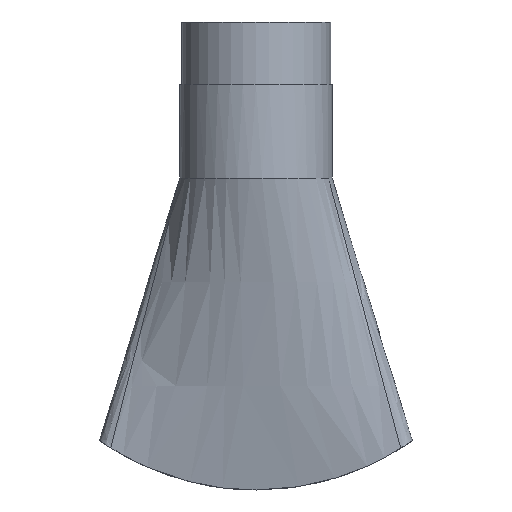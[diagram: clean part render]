
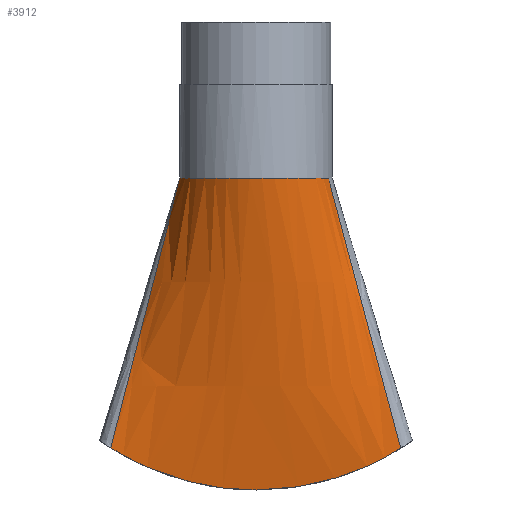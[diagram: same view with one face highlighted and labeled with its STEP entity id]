
A CAD part, front view. The second image highlights one B-rep face of the part: STEP entity #3912.
In plain terms, the highlighted free-form (B-spline) face has degree [3, 3] with [17, 4] control points.
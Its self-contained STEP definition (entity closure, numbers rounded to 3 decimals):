
#25=CIRCLE($,#4042,24.5);
#26=CIRCLE($,#4043,24.5);
#27=CIRCLE($,#4044,24.5);
#364=LINE($,#10748,#555);
#365=LINE($,#10819,#556);
#555=VECTOR($,#4483,89.326);
#556=VECTOR($,#4486,89.679);
#766=FACE_OUTER_BOUND($,#1006,.T.);
#1006=EDGE_LOOP($,(#3499,#3500,#3501,#3502,#3503,#3504,#3505));
#1396=B_SPLINE_CURVE_WITH_KNOTS($,3,(#10678,#10679,#10680,#10681,#10682,
#10683,#10684,#10685),.UNSPECIFIED.,.F.,.F.,(4,2,2,4),(-4.654,
-2.214,-0.263,0.),.UNSPECIFIED.);
#1397=B_SPLINE_CURVE_WITH_KNOTS($,3,(#10687,#10688,#10689,#10690,#10691,
#10692,#10693,#10694,#10695,#10696),.UNSPECIFIED.,.F.,.F.,(4,2,2,2,4),(-8.88,
-7.864,-6.517,-4.736,-4.654),
 .UNSPECIFIED.);
#1787=VERTEX_POINT($,#10658);
#1788=VERTEX_POINT($,#10677);
#1789=VERTEX_POINT($,#10686);
#1790=VERTEX_POINT($,#10747);
#1791=VERTEX_POINT($,#10818);
#1792=VERTEX_POINT($,#10820);
#1793=VERTEX_POINT($,#10822);
#2375=EDGE_CURVE($,#1788,#1787,#1396,.T.);
#2376=EDGE_CURVE($,#1789,#1788,#1397,.T.);
#2378=EDGE_CURVE($,#1790,#1789,#364,.T.);
#2380=EDGE_CURVE($,#1791,#1787,#365,.T.);
#2381=EDGE_CURVE($,#1791,#1792,#25,.T.);
#2382=EDGE_CURVE($,#1792,#1793,#26,.T.);
#2383=EDGE_CURVE($,#1793,#1790,#27,.T.);
#3499=ORIENTED_EDGE($,*,*,#2376,.T.);
#3500=ORIENTED_EDGE($,*,*,#2375,.T.);
#3501=ORIENTED_EDGE($,*,*,#2380,.F.);
#3502=ORIENTED_EDGE($,*,*,#2381,.T.);
#3503=ORIENTED_EDGE($,*,*,#2382,.T.);
#3504=ORIENTED_EDGE($,*,*,#2383,.T.);
#3505=ORIENTED_EDGE($,*,*,#2378,.T.);
#3677=B_SPLINE_SURFACE_WITH_KNOTS($,3,3,((#10750,#10751,#10752,#10753),
(#10754,#10755,#10756,#10757),(#10758,#10759,#10760,#10761),(#10762,#10763,
#10764,#10765),(#10766,#10767,#10768,#10769),(#10770,#10771,#10772,#10773),
(#10774,#10775,#10776,#10777),(#10778,#10779,#10780,#10781),(#10782,#10783,
#10784,#10785),(#10786,#10787,#10788,#10789),(#10790,#10791,#10792,#10793),
(#10794,#10795,#10796,#10797),(#10798,#10799,#10800,#10801),(#10802,#10803,
#10804,#10805),(#10806,#10807,#10808,#10809),(#10810,#10811,#10812,#10813),
(#10814,#10815,#10816,#10817)),.UNSPECIFIED.,.F.,.F.,.F.,(4,1,1,1,1,1,1,
1,1,1,1,1,1,1,4),(4,4),(0.,0.071,0.143,0.214,
0.286,0.357,0.429,0.524,
0.571,0.619,0.714,0.786,
0.857,0.929,1.),(0.,1.),.UNSPECIFIED.);
#3912=ADVANCED_FACE($,(#766),#3677,.T.);
#4042=AXIS2_PLACEMENT_3D($,#10821,#4487,#4488);
#4043=AXIS2_PLACEMENT_3D($,#10823,#4489,#4490);
#4044=AXIS2_PLACEMENT_3D($,#10824,#4491,#4492);
#4483=DIRECTION($,(-0.248,-0.025,-0.968));
#4486=DIRECTION($,(0.259,0.028,-0.966));
#4487=DIRECTION('center_axis',(0.,0.,-1.));
#4488=DIRECTION('ref_axis',(-1.,0.,0.));
#4489=DIRECTION('center_axis',(0.,0.,-1.));
#4490=DIRECTION('ref_axis',(-1.,0.,0.));
#4491=DIRECTION('center_axis',(0.,0.,-1.));
#4492=DIRECTION('ref_axis',(-1.,0.,0.));
#10658=CARTESIAN_POINT('',(46.406,-5.384,-86.59));
#10677=CARTESIAN_POINT('',(0.,-5.,-100.));
#10678=CARTESIAN_POINT('Ctrl Pts',(0.,-5.,-100.));
#10679=CARTESIAN_POINT('Ctrl Pts',(10.344,-5.,-100.));
#10680=CARTESIAN_POINT('Ctrl Pts',(19.459,-5.41,-98.165));
#10681=CARTESIAN_POINT('Ctrl Pts',(33.014,-5.825,-93.742));
#10682=CARTESIAN_POINT('Ctrl Pts',(38.802,-5.927,-91.123));
#10683=CARTESIAN_POINT('Ctrl Pts',(44.969,-5.509,-87.482));
#10684=CARTESIAN_POINT('Ctrl Pts',(45.667,-5.453,-87.056));
#10685=CARTESIAN_POINT('Ctrl Pts',(46.406,-5.384,-86.59));
#10686=CARTESIAN_POINT('',(-46.542,-4.654,-86.504));
#10687=CARTESIAN_POINT('Ctrl Pts',(-46.542,-4.654,
-86.504));
#10688=CARTESIAN_POINT('Ctrl Pts',(-45.832,-4.705,
-86.954));
#10689=CARTESIAN_POINT('Ctrl Pts',(-43.207,-5.04,
-88.636));
#10690=CARTESIAN_POINT('Ctrl Pts',(-34.264,-5.523,
-93.173));
#10691=CARTESIAN_POINT('Ctrl Pts',(-28.928,-5.497,
-95.248));
#10692=CARTESIAN_POINT('Ctrl Pts',(-16.159,-5.259,-98.819));
#10693=CARTESIAN_POINT('Ctrl Pts',(-8.659,-5.019,
-99.902));
#10694=CARTESIAN_POINT('Ctrl Pts',(-0.696,-5.,
-99.998));
#10695=CARTESIAN_POINT('Ctrl Pts',(-0.348,-5.,-100.));
#10696=CARTESIAN_POINT('Ctrl Pts',(0.,-5.,-100.));
#10747=CARTESIAN_POINT('',(-24.378,-2.438,0.));
#10748=CARTESIAN_POINT($,(-24.378,-2.438,0.));
#10750=CARTESIAN_POINT('Ctrl Pts',(23.203,-7.865,0.));
#10751=CARTESIAN_POINT('Ctrl Pts',(32.135,-6.91,-33.333));
#10752=CARTESIAN_POINT('Ctrl Pts',(41.068,-5.955,-66.667));
#10753=CARTESIAN_POINT('Ctrl Pts',(50.,-5.,-100.));
#10754=CARTESIAN_POINT('Ctrl Pts',(23.123,-8.101,0.));
#10755=CARTESIAN_POINT('Ctrl Pts',(31.958,-7.067,-33.333));
#10756=CARTESIAN_POINT('Ctrl Pts',(40.791,-6.034,-66.667));
#10757=CARTESIAN_POINT('Ctrl Pts',(49.626,-5.,-100.));
#10758=CARTESIAN_POINT('Ctrl Pts',(22.775,-9.133,0.));
#10759=CARTESIAN_POINT('Ctrl Pts',(31.189,-7.755,-33.333));
#10760=CARTESIAN_POINT('Ctrl Pts',(39.604,-6.377,-66.667));
#10761=CARTESIAN_POINT('Ctrl Pts',(48.018,-5.,-100.));
#10762=CARTESIAN_POINT('Ctrl Pts',(21.47,-12.005,0.));
#10763=CARTESIAN_POINT('Ctrl Pts',(28.778,-9.67,-33.333));
#10764=CARTESIAN_POINT('Ctrl Pts',(36.086,-7.335,-66.667));
#10765=CARTESIAN_POINT('Ctrl Pts',(43.394,-5.,-100.));
#10766=CARTESIAN_POINT('Ctrl Pts',(19.028,-15.695,0.));
#10767=CARTESIAN_POINT('Ctrl Pts',(24.994,-12.13,-33.333));
#10768=CARTESIAN_POINT('Ctrl Pts',(30.961,-8.565,-66.667));
#10769=CARTESIAN_POINT('Ctrl Pts',(36.927,-5.,-100.));
#10770=CARTESIAN_POINT('Ctrl Pts',(15.169,-19.534,0.));
#10771=CARTESIAN_POINT('Ctrl Pts',(19.775,-14.689,-33.333));
#10772=CARTESIAN_POINT('Ctrl Pts',(24.38,-9.845,-66.667));
#10773=CARTESIAN_POINT('Ctrl Pts',(28.985,-5.,-100.));
#10774=CARTESIAN_POINT('Ctrl Pts',(9.86,-22.735,0.));
#10775=CARTESIAN_POINT('Ctrl Pts',(13.219,-16.823,-33.333));
#10776=CARTESIAN_POINT('Ctrl Pts',(16.579,-10.912,-66.667));
#10777=CARTESIAN_POINT('Ctrl Pts',(19.938,-5.,-100.));
#10778=CARTESIAN_POINT('Ctrl Pts',(2.703,-24.791,0.));
#10779=CARTESIAN_POINT('Ctrl Pts',(4.824,-18.194,-33.333));
#10780=CARTESIAN_POINT('Ctrl Pts',(6.945,-11.597,-66.667));
#10781=CARTESIAN_POINT('Ctrl Pts',(9.066,-5.,-100.));
#10782=CARTESIAN_POINT('Ctrl Pts',(-4.315,-24.46,
0.));
#10783=CARTESIAN_POINT('Ctrl Pts',(-3.26,-17.973,
-33.333));
#10784=CARTESIAN_POINT('Ctrl Pts',(-2.204,-11.487,-66.667));
#10785=CARTESIAN_POINT('Ctrl Pts',(-1.149,-5.,
-100.));
#10786=CARTESIAN_POINT('Ctrl Pts',(-10.049,-22.491,
0.));
#10787=CARTESIAN_POINT('Ctrl Pts',(-10.073,-16.661,
-33.333));
#10788=CARTESIAN_POINT('Ctrl Pts',(-10.096,-10.83,
-66.667));
#10789=CARTESIAN_POINT('Ctrl Pts',(-10.119,-5.,-100.));
#10790=CARTESIAN_POINT('Ctrl Pts',(-15.193,-19.608,
0.));
#10791=CARTESIAN_POINT('Ctrl Pts',(-16.419,-14.738,
-33.333));
#10792=CARTESIAN_POINT('Ctrl Pts',(-17.645,-9.87,
-66.667));
#10793=CARTESIAN_POINT('Ctrl Pts',(-18.871,-5.,-100.));
#10794=CARTESIAN_POINT('Ctrl Pts',(-19.594,-15.2,
0.));
#10795=CARTESIAN_POINT('Ctrl Pts',(-22.43,-11.8,
-33.333));
#10796=CARTESIAN_POINT('Ctrl Pts',(-25.267,-8.4,-66.667));
#10797=CARTESIAN_POINT('Ctrl Pts',(-28.103,-5.,-100.));
#10798=CARTESIAN_POINT('Ctrl Pts',(-22.466,-10.14,
0.));
#10799=CARTESIAN_POINT('Ctrl Pts',(-27.287,-8.427,
-33.333));
#10800=CARTESIAN_POINT('Ctrl Pts',(-32.107,-6.713,
-66.667));
#10801=CARTESIAN_POINT('Ctrl Pts',(-36.927,-5.,
-100.));
#10802=CARTESIAN_POINT('Ctrl Pts',(-23.793,-6.19,
0.));
#10803=CARTESIAN_POINT('Ctrl Pts',(-30.327,-5.793,
-33.333));
#10804=CARTESIAN_POINT('Ctrl Pts',(-36.86,-5.396,
-66.667));
#10805=CARTESIAN_POINT('Ctrl Pts',(-43.394,-5.,
-100.));
#10806=CARTESIAN_POINT('Ctrl Pts',(-24.29,-3.393,0.));
#10807=CARTESIAN_POINT('Ctrl Pts',(-32.2,-3.929,
-33.333));
#10808=CARTESIAN_POINT('Ctrl Pts',(-40.109,-4.464,
-66.667));
#10809=CARTESIAN_POINT('Ctrl Pts',(-48.018,-5.,
-100.));
#10810=CARTESIAN_POINT('Ctrl Pts',(-24.367,-2.554,
0.));
#10811=CARTESIAN_POINT('Ctrl Pts',(-32.787,-3.369,-33.333));
#10812=CARTESIAN_POINT('Ctrl Pts',(-41.206,-4.185,
-66.667));
#10813=CARTESIAN_POINT('Ctrl Pts',(-49.626,-5.,
-100.));
#10814=CARTESIAN_POINT('Ctrl Pts',(-24.378,-2.438,
0.));
#10815=CARTESIAN_POINT('Ctrl Pts',(-32.919,-3.292,
-33.333));
#10816=CARTESIAN_POINT('Ctrl Pts',(-41.459,-4.146,
-66.667));
#10817=CARTESIAN_POINT('Ctrl Pts',(-50.,-5.,-100.));
#10818=CARTESIAN_POINT('',(23.203,-7.865,0.));
#10819=CARTESIAN_POINT($,(23.203,-7.865,0.));
#10820=CARTESIAN_POINT('',(16.243,-18.341,0.));
#10821=CARTESIAN_POINT('Origin',(0.,0.,0.));
#10822=CARTESIAN_POINT('',(-19.07,-15.382,0.));
#10823=CARTESIAN_POINT('Origin',(0.,0.,0.));
#10824=CARTESIAN_POINT('Origin',(0.,0.,0.));
